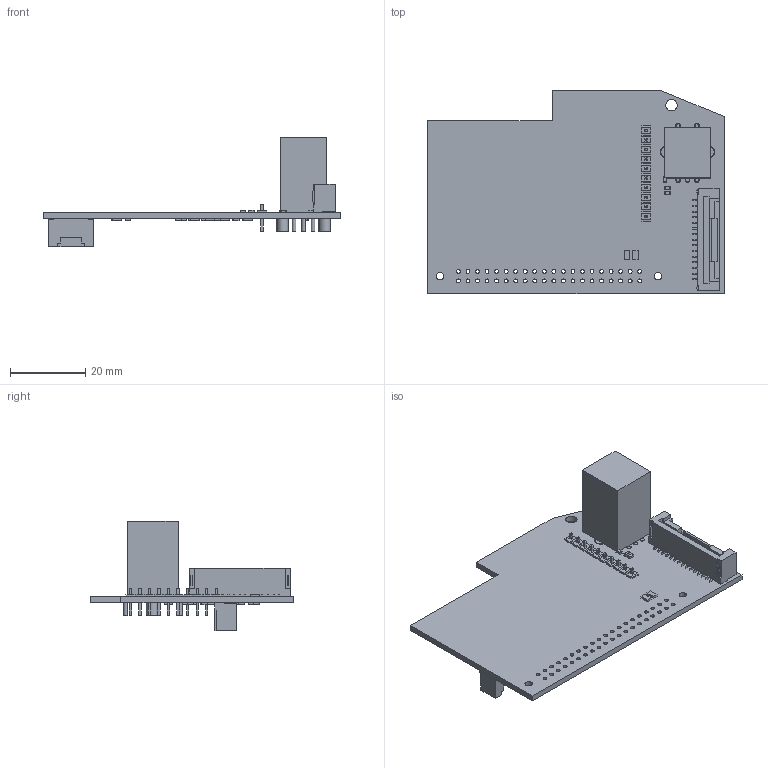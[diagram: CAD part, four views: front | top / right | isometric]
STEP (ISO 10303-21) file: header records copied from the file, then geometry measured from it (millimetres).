
FILE_DESCRIPTION(('Open CASCADE Model'),'2;1');
FILE_NAME('Open CASCADE Shape Model','2022-03-26T18:39:25',('Author'),( 'Open CASCADE'),'Open CASCADE STEP processor 6.8','Open CASCADE 6.8' ,'Unknown');
FILE_SCHEMA(('AUTOMOTIVE_DESIGN { 1 0 10303 214 1 1 1 1 }'));
Length unit declared in the file: millimetre
Products named in the file (64): PCB; Board; Open CASCADE STEP translator 6.8 1.1.1; R_MUX0; 6435754592; Extruded; C_MUX0; 6435759632; C1; C4; C2; 6435371376; 6435371776; C3; J1; 6586360880; J2; BM15B-ZESS-TBT; J3; BM05B-ZESS-TBT; R1; R2; R3; R5; 6643275536; 6643275296; R6; SW1; 6586361360; Body; Leads; R_RESET; C_RESET; R_CTRL; C_CTRL; R_HB; R_RX; R_TX; R_MUX1; R_CS4 ...
Assembly tree (116 placements, depth 4):
  PCB
    Board
      Open CASCADE STEP translator 6.8 1.1.1
    R_MUX0
      6435754592
        Extruded
    C_MUX0
      6435759632
        Extruded
    C1
      6435754592
        Extruded
    C4
      6435754592
        Extruded
    C2
      6435371376  x2
        Extruded
      6435371776
        Extruded
    C3
      6435371376  x2
        Extruded
      6435371776
        Extruded
    J1
      6586360880
    J2
      BM15B-ZESS-TBT
    J3
      BM05B-ZESS-TBT
    R1
      6435371376  x2
        Extruded
      6435371776
        Extruded
    R2
      6435371776
        Extruded
      6435371376  x2
        Extruded
    R3
      6435371776
        Extruded
      6435371376  x2
        Extruded
    R5
      6643275536
        Extruded
      6643275296  x2
        Extruded
    R6
      6435371776
        Extruded
      6435371376  x2
        Extruded
    SW1
      6586361360
        Body
        Leads  x7
Bounding box: 78.99 x 54.1 x 29.21 mm (x, y, z)
Volume: 11464.1 mm3; surface area: 13842 mm2
Topology: 127 solids, 127 shells, 1095 faces, 2300 edges, 1468 vertices
Faces by surface type: plane 986, cylinder 109
Full cylindrical faces by diameter (mm): 0.889 x9, 0.965 x1, 1 x35, 1.02 x40, 1.2 x5, 2 x2, 3 x1, 3.05 x14, 3.25 x2
Entity records: 25533 total; most frequent: CARTESIAN_POINT 3422, DIRECTION 3352, ORIENTED_EDGE 3220, EDGE_CURVE 1610, LINE 1476, VECTOR 1476, VERTEX_POINT 1008, AXIS2_PLACEMENT_3D 938
